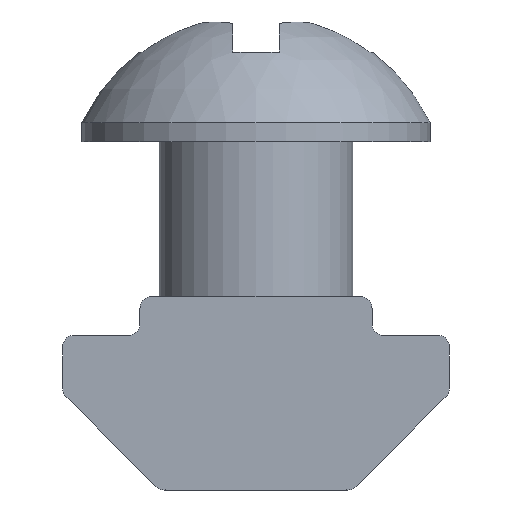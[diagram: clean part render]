
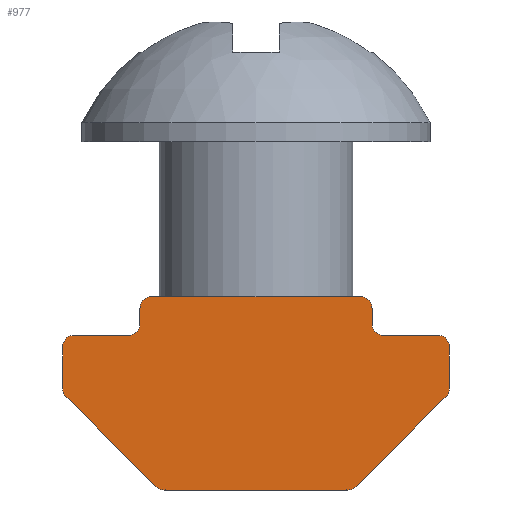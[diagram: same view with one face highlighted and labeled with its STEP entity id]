
A CAD part, front view. The second image highlights one B-rep face of the part: STEP entity #977.
In plain terms, the highlighted planar face has unit normal (0, -1, 0).
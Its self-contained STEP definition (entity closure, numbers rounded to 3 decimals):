
#73=FACE_OUTER_BOUND('',#131,.T.);
#131=EDGE_LOOP('',(#641,#642,#643,#644,#645,#646,#647,#648,#649,#650,#651,
#652,#653,#654,#655,#656,#657,#658,#659,#660));
#191=CIRCLE('',#1039,0.3);
#192=CIRCLE('',#1040,0.3);
#193=CIRCLE('',#1041,0.3);
#194=CIRCLE('',#1042,0.3);
#195=CIRCLE('',#1043,0.3);
#196=CIRCLE('',#1044,0.3);
#197=CIRCLE('',#1045,0.3);
#198=CIRCLE('',#1046,0.3);
#199=CIRCLE('',#1047,0.3);
#200=CIRCLE('',#1048,0.3);
#259=LINE('',#1486,#323);
#260=LINE('',#1490,#324);
#261=LINE('',#1494,#325);
#262=LINE('',#1498,#326);
#263=LINE('',#1502,#327);
#264=LINE('',#1506,#328);
#265=LINE('',#1510,#329);
#266=LINE('',#1514,#330);
#267=LINE('',#1518,#331);
#268=LINE('',#1522,#332);
#323=VECTOR('',#1168,5.4);
#324=VECTOR('',#1171,0.4);
#325=VECTOR('',#1174,1.4);
#326=VECTOR('',#1177,1.076);
#327=VECTOR('',#1180,3.287);
#328=VECTOR('',#1183,4.751);
#329=VECTOR('',#1186,3.287);
#330=VECTOR('',#1189,1.076);
#331=VECTOR('',#1192,1.4);
#332=VECTOR('',#1195,0.4);
#387=VERTEX_POINT('',#1484);
#388=VERTEX_POINT('',#1485);
#389=VERTEX_POINT('',#1487);
#390=VERTEX_POINT('',#1489);
#391=VERTEX_POINT('',#1491);
#392=VERTEX_POINT('',#1493);
#393=VERTEX_POINT('',#1495);
#394=VERTEX_POINT('',#1497);
#395=VERTEX_POINT('',#1499);
#396=VERTEX_POINT('',#1501);
#397=VERTEX_POINT('',#1503);
#398=VERTEX_POINT('',#1505);
#399=VERTEX_POINT('',#1507);
#400=VERTEX_POINT('',#1509);
#401=VERTEX_POINT('',#1511);
#402=VERTEX_POINT('',#1513);
#403=VERTEX_POINT('',#1515);
#404=VERTEX_POINT('',#1517);
#405=VERTEX_POINT('',#1519);
#406=VERTEX_POINT('',#1521);
#487=EDGE_CURVE('',#387,#388,#259,.T.);
#488=EDGE_CURVE('',#387,#389,#191,.T.);
#489=EDGE_CURVE('',#390,#389,#260,.T.);
#490=EDGE_CURVE('',#390,#391,#192,.T.);
#491=EDGE_CURVE('',#392,#391,#261,.T.);
#492=EDGE_CURVE('',#392,#393,#193,.T.);
#493=EDGE_CURVE('',#394,#393,#262,.T.);
#494=EDGE_CURVE('',#394,#395,#194,.T.);
#495=EDGE_CURVE('',#396,#395,#263,.T.);
#496=EDGE_CURVE('',#396,#397,#195,.T.);
#497=EDGE_CURVE('',#398,#397,#264,.T.);
#498=EDGE_CURVE('',#398,#399,#196,.T.);
#499=EDGE_CURVE('',#400,#399,#265,.T.);
#500=EDGE_CURVE('',#400,#401,#197,.T.);
#501=EDGE_CURVE('',#402,#401,#266,.T.);
#502=EDGE_CURVE('',#402,#403,#198,.T.);
#503=EDGE_CURVE('',#404,#403,#267,.T.);
#504=EDGE_CURVE('',#404,#405,#199,.T.);
#505=EDGE_CURVE('',#406,#405,#268,.T.);
#506=EDGE_CURVE('',#406,#388,#200,.T.);
#641=ORIENTED_EDGE('',*,*,#487,.F.);
#642=ORIENTED_EDGE('',*,*,#488,.T.);
#643=ORIENTED_EDGE('',*,*,#489,.F.);
#644=ORIENTED_EDGE('',*,*,#490,.T.);
#645=ORIENTED_EDGE('',*,*,#491,.F.);
#646=ORIENTED_EDGE('',*,*,#492,.T.);
#647=ORIENTED_EDGE('',*,*,#493,.F.);
#648=ORIENTED_EDGE('',*,*,#494,.T.);
#649=ORIENTED_EDGE('',*,*,#495,.F.);
#650=ORIENTED_EDGE('',*,*,#496,.T.);
#651=ORIENTED_EDGE('',*,*,#497,.F.);
#652=ORIENTED_EDGE('',*,*,#498,.T.);
#653=ORIENTED_EDGE('',*,*,#499,.F.);
#654=ORIENTED_EDGE('',*,*,#500,.T.);
#655=ORIENTED_EDGE('',*,*,#501,.F.);
#656=ORIENTED_EDGE('',*,*,#502,.T.);
#657=ORIENTED_EDGE('',*,*,#503,.F.);
#658=ORIENTED_EDGE('',*,*,#504,.T.);
#659=ORIENTED_EDGE('',*,*,#505,.F.);
#660=ORIENTED_EDGE('',*,*,#506,.T.);
#949=PLANE('',#1038);
#977=ADVANCED_FACE('',(#73),#949,.F.);
#1038=AXIS2_PLACEMENT_3D('',#1483,#1166,#1167);
#1039=AXIS2_PLACEMENT_3D('',#1488,#1169,#1170);
#1040=AXIS2_PLACEMENT_3D('',#1492,#1172,#1173);
#1041=AXIS2_PLACEMENT_3D('',#1496,#1175,#1176);
#1042=AXIS2_PLACEMENT_3D('',#1500,#1178,#1179);
#1043=AXIS2_PLACEMENT_3D('',#1504,#1181,#1182);
#1044=AXIS2_PLACEMENT_3D('',#1508,#1184,#1185);
#1045=AXIS2_PLACEMENT_3D('',#1512,#1187,#1188);
#1046=AXIS2_PLACEMENT_3D('',#1516,#1190,#1191);
#1047=AXIS2_PLACEMENT_3D('',#1520,#1193,#1194);
#1048=AXIS2_PLACEMENT_3D('',#1523,#1196,#1197);
#1166=DIRECTION('center_axis',(0.,1.,0.));
#1167=DIRECTION('ref_axis',(1.,0.,0.));
#1168=DIRECTION('',(1.,0.,0.));
#1169=DIRECTION('center_axis',(0.,-1.,0.));
#1170=DIRECTION('ref_axis',(0.,0.,1.));
#1171=DIRECTION('',(0.,0.,1.));
#1172=DIRECTION('center_axis',(0.,1.,0.));
#1173=DIRECTION('ref_axis',(1.,0.,0.));
#1174=DIRECTION('',(1.,0.,0.));
#1175=DIRECTION('center_axis',(0.,-1.,0.));
#1176=DIRECTION('ref_axis',(0.,0.,1.));
#1177=DIRECTION('',(0.,0.,1.));
#1178=DIRECTION('center_axis',(0.,-1.,0.));
#1179=DIRECTION('ref_axis',(-1.,0.,0.));
#1180=DIRECTION('',(-0.707,0.,0.707));
#1181=DIRECTION('center_axis',(0.,-1.,0.));
#1182=DIRECTION('ref_axis',(-0.707,0.,-0.707));
#1183=DIRECTION('',(-1.,0.,0.));
#1184=DIRECTION('center_axis',(0.,-1.,0.));
#1185=DIRECTION('ref_axis',(0.,0.,-1.));
#1186=DIRECTION('',(-0.707,0.,-0.707));
#1187=DIRECTION('center_axis',(0.,-1.,0.));
#1188=DIRECTION('ref_axis',(0.707,0.,-0.707));
#1189=DIRECTION('',(0.,0.,-1.));
#1190=DIRECTION('center_axis',(0.,-1.,0.));
#1191=DIRECTION('ref_axis',(1.,0.,0.));
#1192=DIRECTION('',(1.,0.,0.));
#1193=DIRECTION('center_axis',(0.,1.,0.));
#1194=DIRECTION('ref_axis',(0.,0.,-1.));
#1195=DIRECTION('',(0.,0.,-1.));
#1196=DIRECTION('center_axis',(0.,-1.,0.));
#1197=DIRECTION('ref_axis',(1.,0.,0.));
#1483=CARTESIAN_POINT('Origin',(0.,-5.,0.));
#1484=CARTESIAN_POINT('',(-2.7,-5.,1.));
#1485=CARTESIAN_POINT('',(2.7,-5.,1.));
#1486=CARTESIAN_POINT('',(-2.7,-5.,1.));
#1487=CARTESIAN_POINT('',(-3.,-5.,0.7));
#1488=CARTESIAN_POINT('Origin',(-2.7,-5.,0.7));
#1489=CARTESIAN_POINT('',(-3.,-5.,0.3));
#1490=CARTESIAN_POINT('',(-3.,-5.,0.3));
#1491=CARTESIAN_POINT('',(-3.3,-5.,0.));
#1492=CARTESIAN_POINT('Origin',(-3.3,-5.,0.3));
#1493=CARTESIAN_POINT('',(-4.7,-5.,0.));
#1494=CARTESIAN_POINT('',(-4.7,-5.,0.));
#1495=CARTESIAN_POINT('',(-5.,-5.,-0.3));
#1496=CARTESIAN_POINT('Origin',(-4.7,-5.,-0.3));
#1497=CARTESIAN_POINT('',(-5.,-5.,-1.376));
#1498=CARTESIAN_POINT('',(-5.,-5.,-1.376));
#1499=CARTESIAN_POINT('',(-4.912,-5.,-1.588));
#1500=CARTESIAN_POINT('Origin',(-4.7,-5.,-1.376));
#1501=CARTESIAN_POINT('',(-2.588,-5.,-3.912));
#1502=CARTESIAN_POINT('',(-2.588,-5.,-3.912));
#1503=CARTESIAN_POINT('',(-2.376,-5.,-4.));
#1504=CARTESIAN_POINT('Origin',(-2.376,-5.,-3.7));
#1505=CARTESIAN_POINT('',(2.376,-5.,-4.));
#1506=CARTESIAN_POINT('',(2.376,-5.,-4.));
#1507=CARTESIAN_POINT('',(2.588,-5.,-3.912));
#1508=CARTESIAN_POINT('Origin',(2.376,-5.,-3.7));
#1509=CARTESIAN_POINT('',(4.912,-5.,-1.588));
#1510=CARTESIAN_POINT('',(4.912,-5.,-1.588));
#1511=CARTESIAN_POINT('',(5.,-5.,-1.376));
#1512=CARTESIAN_POINT('Origin',(4.7,-5.,-1.376));
#1513=CARTESIAN_POINT('',(5.,-5.,-0.3));
#1514=CARTESIAN_POINT('',(5.,-5.,-0.3));
#1515=CARTESIAN_POINT('',(4.7,-5.,0.));
#1516=CARTESIAN_POINT('Origin',(4.7,-5.,-0.3));
#1517=CARTESIAN_POINT('',(3.3,-5.,0.));
#1518=CARTESIAN_POINT('',(3.3,-5.,0.));
#1519=CARTESIAN_POINT('',(3.,-5.,0.3));
#1520=CARTESIAN_POINT('Origin',(3.3,-5.,0.3));
#1521=CARTESIAN_POINT('',(3.,-5.,0.7));
#1522=CARTESIAN_POINT('',(3.,-5.,0.7));
#1523=CARTESIAN_POINT('Origin',(2.7,-5.,0.7));
